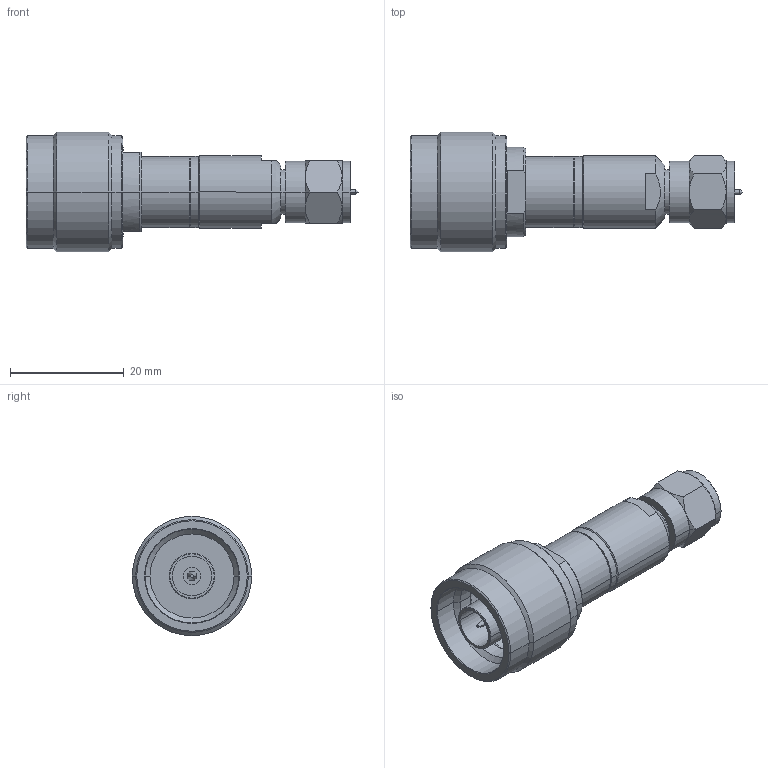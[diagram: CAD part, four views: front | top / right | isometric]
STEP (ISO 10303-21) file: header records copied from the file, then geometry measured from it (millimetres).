
FILE_DESCRIPTION (( 'STEP AP214' ), '1' );
FILE_NAME ('FM7072A_3D.step', '2024-01-15T15:58:06', ( '' ), ( '' ), 'SwSTEP 2.0', 'SolidWorks 2022', '' );
FILE_SCHEMA (( 'AUTOMOTIVE_DESIGN' ));
Length unit declared in the file: inch
Products named in the file (5): MP-NM50^7072A - MP-NM50FM75-0-3G(2)_FM7072A; FAT-B-11^7072A - MP-NM50FM75-0-3G(2)_FM7072A; MP-FM75^7072A - MP-NM50FM75-0-3G(2)_FM7072A; 7072A - MP-NM50FM75-0-3G(2)^FM7072A; FM7072A_3D
Assembly tree (4 placements, depth 3):
  FM7072A_3D
    7072A - MP-NM50FM75-0-3G(2)^FM7072A
      MP-NM50^7072A - MP-NM50FM75-0-3G(2)_FM7072A
      FAT-B-11^7072A - MP-NM50FM75-0-3G(2)_FM7072A
      MP-FM75^7072A - MP-NM50FM75-0-3G(2)_FM7072A
Bounding box: 58.45 x 21 x 21 mm (x, y, z)
Volume: 9066.5 mm3; surface area: 5802.3 mm2
Topology: 3 solids, 3 shells, 165 faces, 353 edges, 208 vertices
Faces by surface type: cone 74, cylinder 54, plane 35, sphere 2
Entity records: 4850 total; most frequent: CARTESIAN_POINT 1031, DIRECTION 848, ORIENTED_EDGE 698, AXIS2_PLACEMENT_3D 357, EDGE_CURVE 349, VERTEX_POINT 206, CIRCLE 184, EDGE_LOOP 181
